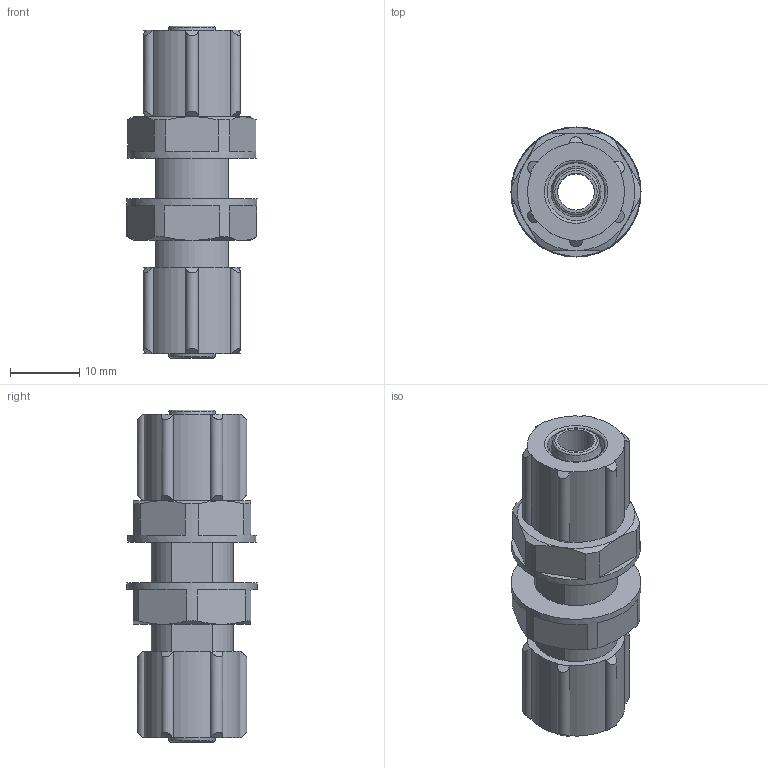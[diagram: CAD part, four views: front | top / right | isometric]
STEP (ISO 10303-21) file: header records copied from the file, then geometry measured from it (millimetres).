
FILE_DESCRIPTION(/* description */ ('STEP AP214'),/* implementation_level */ '2;1');
FILE_NAME(/* name */ '9389_SCK-PK-6-KU',/* time_stamp */ '2024-09-14T23:22:01+02:00',/* author */ ('License CC BY-ND 4.0'),/* organization */ ('CADENAS'),/* preprocessor_version */ 'ST-DEVELOPER v19.3',/* originating_system */ 'PARTsolutions',/* authorisation */ ' ');
FILE_SCHEMA (('AUTOMOTIVE_DESIGN {1 0 10303 214 3 1 1}'));
Length unit declared in the file: millimetre
Products named in the file (4): 9389 SCK-PK-6-KU; 9389 SCK-PK-6-KU---(part); 211292 MCK-PK-6-KU; 9389 M12x1
Assembly tree (4 placements, depth 2):
  9389 SCK-PK-6-KU
    9389 SCK-PK-6-KU---(part)
    211292 MCK-PK-6-KU  x2
    9389 M12x1
Bounding box: 18.8 x 18.8 x 48 mm (x, y, z)
Volume: 6825.8 mm3; surface area: 6297.7 mm2
Topology: 4 solids, 4 shells, 137 faces, 339 edges, 216 vertices
Faces by surface type: cone 45, cylinder 42, plane 42, torus 8
Full cylindrical faces by diameter (mm): 5.3 x1, 6.8 x2, 8.35 x2, 9.853 x2, 10.917 x3, 12 x2, 18.6 x1, 18.8 x1
Entity records: 3133 total; most frequent: CARTESIAN_POINT 675, DIRECTION 524, ORIENTED_EDGE 446, AXIS2_PLACEMENT_3D 232, EDGE_CURVE 223, VERTEX_POINT 155, EDGE_LOOP 140, FACE_BOUND 140
